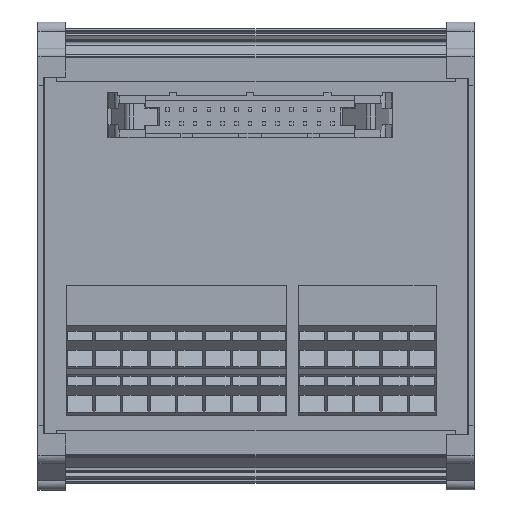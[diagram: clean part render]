
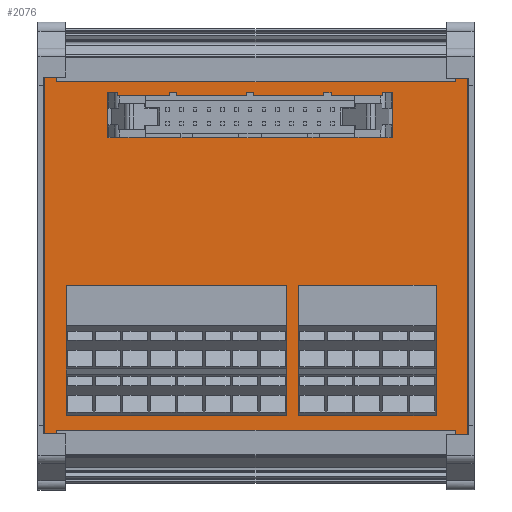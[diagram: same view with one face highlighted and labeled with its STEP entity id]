
A CAD part, top view. The second image highlights one B-rep face of the part: STEP entity #2076.
In plain terms, the highlighted planar face has unit normal (0, 0, 1).
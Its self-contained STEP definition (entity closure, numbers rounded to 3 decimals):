
#1900=AXIS2_PLACEMENT_3D('Plane Axis2P3D',#1897,#1898,#1899) ;
#1792=CARTESIAN_POINT('Vertex',(1.25,9.3,36.952)) ;
#1795=CARTESIAN_POINT('Line Origine',(1.25,43.2,36.952)) ;
#1799=CARTESIAN_POINT('Vertex',(1.25,77.1,36.952)) ;
#1829=CARTESIAN_POINT('Vertex',(79.25,9.3,36.952)) ;
#1832=CARTESIAN_POINT('Line Origine',(40.25,9.3,36.952)) ;
#1856=CARTESIAN_POINT('Vertex',(79.25,77.1,36.952)) ;
#1859=CARTESIAN_POINT('Line Origine',(79.25,43.2,36.952)) ;
#1882=CARTESIAN_POINT('Line Origine',(40.25,77.1,36.952)) ;
#1897=CARTESIAN_POINT('Axis2P3D Location',(1.25,9.3,36.952)) ;
#1908=CARTESIAN_POINT('Line Origine',(13.765,73.35,36.952)) ;
#1912=CARTESIAN_POINT('Vertex',(12.9,73.35,36.952)) ;
#1914=CARTESIAN_POINT('Vertex',(14.63,73.35,36.952)) ;
#1917=CARTESIAN_POINT('Line Origine',(14.63,73.05,36.952)) ;
#1921=CARTESIAN_POINT('Vertex',(14.63,72.75,36.952)) ;
#1924=CARTESIAN_POINT('Line Origine',(15.965,72.75,36.952)) ;
#1928=CARTESIAN_POINT('Vertex',(17.3,72.75,36.952)) ;
#1931=CARTESIAN_POINT('Line Origine',(17.3,68.9,36.952)) ;
#1935=CARTESIAN_POINT('Vertex',(17.3,65.05,36.952)) ;
#1938=CARTESIAN_POINT('Line Origine',(15.1,65.05,36.952)) ;
#1942=CARTESIAN_POINT('Vertex',(12.9,65.05,36.952)) ;
#1945=CARTESIAN_POINT('Line Origine',(12.9,69.2,36.952)) ;
#1958=CARTESIAN_POINT('Line Origine',(61.02,68.9,36.952)) ;
#1962=CARTESIAN_POINT('Vertex',(61.02,65.05,36.952)) ;
#1964=CARTESIAN_POINT('Vertex',(61.02,72.75,36.952)) ;
#1967=CARTESIAN_POINT('Line Origine',(62.355,72.75,36.952)) ;
#1971=CARTESIAN_POINT('Vertex',(63.69,72.75,36.952)) ;
#1974=CARTESIAN_POINT('Line Origine',(63.69,73.05,36.952)) ;
#1978=CARTESIAN_POINT('Vertex',(63.69,73.35,36.952)) ;
#1981=CARTESIAN_POINT('Line Origine',(64.555,73.35,36.952)) ;
#1985=CARTESIAN_POINT('Vertex',(65.42,73.35,36.952)) ;
#1988=CARTESIAN_POINT('Line Origine',(65.42,69.2,36.952)) ;
#1992=CARTESIAN_POINT('Vertex',(65.42,65.05,36.952)) ;
#1995=CARTESIAN_POINT('Line Origine',(63.22,65.05,36.952)) ;
#2008=CARTESIAN_POINT('Line Origine',(73.5,26.42,36.952)) ;
#2012=CARTESIAN_POINT('Vertex',(73.5,37.72,36.952)) ;
#2014=CARTESIAN_POINT('Vertex',(73.5,15.12,36.952)) ;
#2017=CARTESIAN_POINT('Line Origine',(60.8,15.12,36.952)) ;
#2021=CARTESIAN_POINT('Vertex',(48.1,15.12,36.952)) ;
#2024=CARTESIAN_POINT('Line Origine',(48.1,26.42,36.952)) ;
#2028=CARTESIAN_POINT('Vertex',(48.1,37.72,36.952)) ;
#2031=CARTESIAN_POINT('Line Origine',(60.8,37.72,36.952)) ;
#2042=CARTESIAN_POINT('Line Origine',(25.56,37.72,36.952)) ;
#2046=CARTESIAN_POINT('Vertex',(45.88,37.72,36.952)) ;
#2048=CARTESIAN_POINT('Vertex',(5.24,37.72,36.952)) ;
#2051=CARTESIAN_POINT('Line Origine',(45.88,26.42,36.952)) ;
#2055=CARTESIAN_POINT('Vertex',(45.88,15.12,36.952)) ;
#2058=CARTESIAN_POINT('Line Origine',(25.56,15.12,36.952)) ;
#2062=CARTESIAN_POINT('Vertex',(5.24,15.12,36.952)) ;
#2065=CARTESIAN_POINT('Line Origine',(5.24,26.42,36.952)) ;
#1796=DIRECTION('Vector Direction',(0.,-1.,0.)) ;
#1833=DIRECTION('Vector Direction',(1.,0.,0.)) ;
#1860=DIRECTION('Vector Direction',(0.,1.,0.)) ;
#1883=DIRECTION('Vector Direction',(-1.,0.,0.)) ;
#1898=DIRECTION('Axis2P3D Direction',(0.,0.,-1.)) ;
#1899=DIRECTION('Axis2P3D XDirection',(0.,1.,0.)) ;
#1909=DIRECTION('Vector Direction',(1.,0.,0.)) ;
#1918=DIRECTION('Vector Direction',(0.,1.,0.)) ;
#1925=DIRECTION('Vector Direction',(-1.,0.,0.)) ;
#1932=DIRECTION('Vector Direction',(0.,-1.,0.)) ;
#1939=DIRECTION('Vector Direction',(-1.,0.,0.)) ;
#1946=DIRECTION('Vector Direction',(0.,-1.,0.)) ;
#1959=DIRECTION('Vector Direction',(0.,1.,0.)) ;
#1968=DIRECTION('Vector Direction',(1.,0.,0.)) ;
#1975=DIRECTION('Vector Direction',(0.,-1.,0.)) ;
#1982=DIRECTION('Vector Direction',(-1.,0.,0.)) ;
#1989=DIRECTION('Vector Direction',(0.,-1.,0.)) ;
#1996=DIRECTION('Vector Direction',(-1.,0.,0.)) ;
#2009=DIRECTION('Vector Direction',(0.,-1.,0.)) ;
#2018=DIRECTION('Vector Direction',(-1.,0.,0.)) ;
#2025=DIRECTION('Vector Direction',(0.,-1.,0.)) ;
#2032=DIRECTION('Vector Direction',(-1.,0.,0.)) ;
#2043=DIRECTION('Vector Direction',(-1.,0.,0.)) ;
#2052=DIRECTION('Vector Direction',(0.,-1.,0.)) ;
#2059=DIRECTION('Vector Direction',(-1.,0.,0.)) ;
#2066=DIRECTION('Vector Direction',(0.,-1.,0.)) ;
#1797=VECTOR('Line Direction',#1796,1.) ;
#1834=VECTOR('Line Direction',#1833,1.) ;
#1861=VECTOR('Line Direction',#1860,1.) ;
#1884=VECTOR('Line Direction',#1883,1.) ;
#1910=VECTOR('Line Direction',#1909,1.) ;
#1919=VECTOR('Line Direction',#1918,1.) ;
#1926=VECTOR('Line Direction',#1925,1.) ;
#1933=VECTOR('Line Direction',#1932,1.) ;
#1940=VECTOR('Line Direction',#1939,1.) ;
#1947=VECTOR('Line Direction',#1946,1.) ;
#1960=VECTOR('Line Direction',#1959,1.) ;
#1969=VECTOR('Line Direction',#1968,1.) ;
#1976=VECTOR('Line Direction',#1975,1.) ;
#1983=VECTOR('Line Direction',#1982,1.) ;
#1990=VECTOR('Line Direction',#1989,1.) ;
#1997=VECTOR('Line Direction',#1996,1.) ;
#2010=VECTOR('Line Direction',#2009,1.) ;
#2019=VECTOR('Line Direction',#2018,1.) ;
#2026=VECTOR('Line Direction',#2025,1.) ;
#2033=VECTOR('Line Direction',#2032,1.) ;
#2044=VECTOR('Line Direction',#2043,1.) ;
#2053=VECTOR('Line Direction',#2052,1.) ;
#2060=VECTOR('Line Direction',#2059,1.) ;
#2067=VECTOR('Line Direction',#2066,1.) ;
#1903=ORIENTED_EDGE('',*,*,#1801,.T.) ;
#1904=ORIENTED_EDGE('',*,*,#1836,.T.) ;
#1905=ORIENTED_EDGE('',*,*,#1863,.T.) ;
#1906=ORIENTED_EDGE('',*,*,#1886,.T.) ;
#1951=ORIENTED_EDGE('',*,*,#1916,.T.) ;
#1952=ORIENTED_EDGE('',*,*,#1923,.F.) ;
#1953=ORIENTED_EDGE('',*,*,#1930,.F.) ;
#1954=ORIENTED_EDGE('',*,*,#1937,.T.) ;
#1955=ORIENTED_EDGE('',*,*,#1944,.T.) ;
#1956=ORIENTED_EDGE('',*,*,#1949,.F.) ;
#2001=ORIENTED_EDGE('',*,*,#1966,.T.) ;
#2002=ORIENTED_EDGE('',*,*,#1973,.T.) ;
#2003=ORIENTED_EDGE('',*,*,#1980,.F.) ;
#2004=ORIENTED_EDGE('',*,*,#1987,.F.) ;
#2005=ORIENTED_EDGE('',*,*,#1994,.T.) ;
#2006=ORIENTED_EDGE('',*,*,#1999,.T.) ;
#2037=ORIENTED_EDGE('',*,*,#2016,.T.) ;
#2038=ORIENTED_EDGE('',*,*,#2023,.T.) ;
#2039=ORIENTED_EDGE('',*,*,#2030,.F.) ;
#2040=ORIENTED_EDGE('',*,*,#2035,.F.) ;
#2071=ORIENTED_EDGE('',*,*,#2050,.F.) ;
#2072=ORIENTED_EDGE('',*,*,#2057,.T.) ;
#2073=ORIENTED_EDGE('',*,*,#2064,.T.) ;
#2074=ORIENTED_EDGE('',*,*,#2069,.F.) ;
#1957=FACE_BOUND('',#1950,.T.) ;
#2007=FACE_BOUND('',#2000,.T.) ;
#2041=FACE_BOUND('',#2036,.T.) ;
#2075=FACE_BOUND('',#2070,.T.) ;
#2076=ADVANCED_FACE('NONE',(#1907,#1957,#2007,#2041,#2075),#1901,.F.) ;
#1801=EDGE_CURVE('',#1800,#1793,#1798,.T.) ;
#1836=EDGE_CURVE('',#1793,#1830,#1835,.T.) ;
#1863=EDGE_CURVE('',#1830,#1857,#1862,.T.) ;
#1886=EDGE_CURVE('',#1857,#1800,#1885,.T.) ;
#1916=EDGE_CURVE('',#1913,#1915,#1911,.T.) ;
#1923=EDGE_CURVE('',#1922,#1915,#1920,.T.) ;
#1930=EDGE_CURVE('',#1929,#1922,#1927,.T.) ;
#1937=EDGE_CURVE('',#1929,#1936,#1934,.T.) ;
#1944=EDGE_CURVE('',#1936,#1943,#1941,.T.) ;
#1949=EDGE_CURVE('',#1913,#1943,#1948,.T.) ;
#1966=EDGE_CURVE('',#1963,#1965,#1961,.T.) ;
#1973=EDGE_CURVE('',#1965,#1972,#1970,.T.) ;
#1980=EDGE_CURVE('',#1979,#1972,#1977,.T.) ;
#1987=EDGE_CURVE('',#1986,#1979,#1984,.T.) ;
#1994=EDGE_CURVE('',#1986,#1993,#1991,.T.) ;
#1999=EDGE_CURVE('',#1993,#1963,#1998,.T.) ;
#2016=EDGE_CURVE('',#2013,#2015,#2011,.T.) ;
#2023=EDGE_CURVE('',#2015,#2022,#2020,.T.) ;
#2030=EDGE_CURVE('',#2029,#2022,#2027,.T.) ;
#2035=EDGE_CURVE('',#2013,#2029,#2034,.T.) ;
#2050=EDGE_CURVE('',#2047,#2049,#2045,.T.) ;
#2057=EDGE_CURVE('',#2047,#2056,#2054,.T.) ;
#2064=EDGE_CURVE('',#2056,#2063,#2061,.T.) ;
#2069=EDGE_CURVE('',#2049,#2063,#2068,.T.) ;
#1902=EDGE_LOOP('',(#1903,#1904,#1905,#1906)) ;
#1950=EDGE_LOOP('',(#1951,#1952,#1953,#1954,#1955,#1956)) ;
#2000=EDGE_LOOP('',(#2001,#2002,#2003,#2004,#2005,#2006)) ;
#2036=EDGE_LOOP('',(#2037,#2038,#2039,#2040)) ;
#2070=EDGE_LOOP('',(#2071,#2072,#2073,#2074)) ;
#1907=FACE_OUTER_BOUND('',#1902,.T.) ;
#1798=LINE('Line',#1795,#1797) ;
#1835=LINE('Line',#1832,#1834) ;
#1862=LINE('Line',#1859,#1861) ;
#1885=LINE('Line',#1882,#1884) ;
#1911=LINE('Line',#1908,#1910) ;
#1920=LINE('Line',#1917,#1919) ;
#1927=LINE('Line',#1924,#1926) ;
#1934=LINE('Line',#1931,#1933) ;
#1941=LINE('Line',#1938,#1940) ;
#1948=LINE('Line',#1945,#1947) ;
#1961=LINE('Line',#1958,#1960) ;
#1970=LINE('Line',#1967,#1969) ;
#1977=LINE('Line',#1974,#1976) ;
#1984=LINE('Line',#1981,#1983) ;
#1991=LINE('Line',#1988,#1990) ;
#1998=LINE('Line',#1995,#1997) ;
#2011=LINE('Line',#2008,#2010) ;
#2020=LINE('Line',#2017,#2019) ;
#2027=LINE('Line',#2024,#2026) ;
#2034=LINE('Line',#2031,#2033) ;
#2045=LINE('Line',#2042,#2044) ;
#2054=LINE('Line',#2051,#2053) ;
#2061=LINE('Line',#2058,#2060) ;
#2068=LINE('Line',#2065,#2067) ;
#1901=PLANE('',#1900) ;
#1793=VERTEX_POINT('',#1792) ;
#1800=VERTEX_POINT('',#1799) ;
#1830=VERTEX_POINT('',#1829) ;
#1857=VERTEX_POINT('',#1856) ;
#1913=VERTEX_POINT('',#1912) ;
#1915=VERTEX_POINT('',#1914) ;
#1922=VERTEX_POINT('',#1921) ;
#1929=VERTEX_POINT('',#1928) ;
#1936=VERTEX_POINT('',#1935) ;
#1943=VERTEX_POINT('',#1942) ;
#1963=VERTEX_POINT('',#1962) ;
#1965=VERTEX_POINT('',#1964) ;
#1972=VERTEX_POINT('',#1971) ;
#1979=VERTEX_POINT('',#1978) ;
#1986=VERTEX_POINT('',#1985) ;
#1993=VERTEX_POINT('',#1992) ;
#2013=VERTEX_POINT('',#2012) ;
#2015=VERTEX_POINT('',#2014) ;
#2022=VERTEX_POINT('',#2021) ;
#2029=VERTEX_POINT('',#2028) ;
#2047=VERTEX_POINT('',#2046) ;
#2049=VERTEX_POINT('',#2048) ;
#2056=VERTEX_POINT('',#2055) ;
#2063=VERTEX_POINT('',#2062) ;
